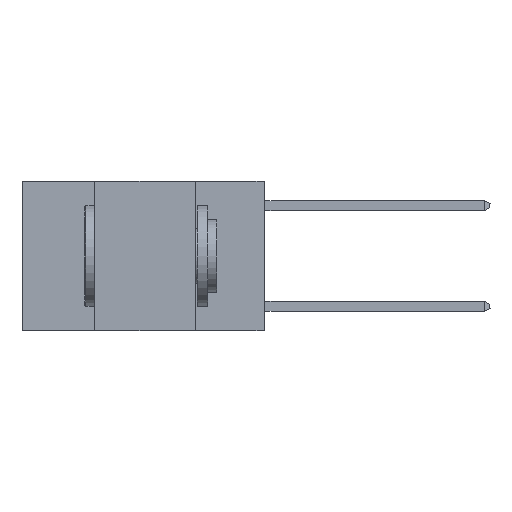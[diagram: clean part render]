
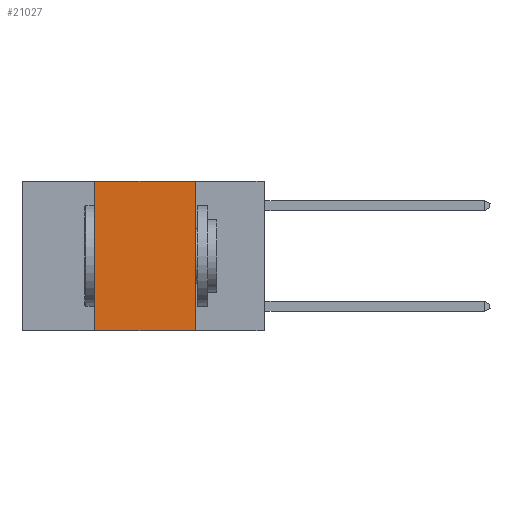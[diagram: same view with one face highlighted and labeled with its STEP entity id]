
A CAD part, left-side view. The second image highlights one B-rep face of the part: STEP entity #21027.
In plain terms, the highlighted planar face has unit normal (-1, 0, 0).
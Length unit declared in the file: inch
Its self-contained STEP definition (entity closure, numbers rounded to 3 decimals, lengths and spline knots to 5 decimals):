
#176 = VERTEX_POINT ( 'NONE', #6218 ) ;
#1005 = VERTEX_POINT ( 'NONE', #1877 ) ;
#1450 = FACE_OUTER_BOUND ( 'NONE', #18326, .T. ) ;
#1877 = CARTESIAN_POINT ( 'NONE',  ( 0., 0.17, 0. ) ) ;
#2546 = EDGE_CURVE ( 'NONE', #176, #12581, #22100, .T. ) ;
#2596 = ORIENTED_EDGE ( 'NONE', *, *, #23513, .F. ) ;
#2814 = DIRECTION ( 'NONE',  ( 0., 0., -1. ) ) ;
#2905 = PLANE ( 'NONE',  #10700 ) ;
#3877 = CARTESIAN_POINT ( 'NONE',  ( 0., 0.6, 0. ) ) ;
#4384 = VECTOR ( 'NONE', #13516, 39.37008 ) ;
#4541 = CARTESIAN_POINT ( 'NONE',  ( 0., 0.17, 0. ) ) ;
#5419 = CARTESIAN_POINT ( 'NONE',  ( 0., 0.42, 0. ) ) ;
#6218 = CARTESIAN_POINT ( 'NONE',  ( 0., 0.42, -0.37 ) ) ;
#7192 = VECTOR ( 'NONE', #18168, 39.37008 ) ;
#7452 = VECTOR ( 'NONE', #2814, 39.37008 ) ;
#7854 = VECTOR ( 'NONE', #17655, 39.37008 ) ;
#9113 = ORIENTED_EDGE ( 'NONE', *, *, #2546, .F. ) ;
#10700 = AXIS2_PLACEMENT_3D ( 'NONE', #17700, #22985, #11623 ) ;
#11379 = VERTEX_POINT ( 'NONE', #11777 ) ;
#11623 = DIRECTION ( 'NONE',  ( 0., 0., -1. ) ) ;
#11777 = CARTESIAN_POINT ( 'NONE',  ( 0., 0.17, -0.37 ) ) ;
#12581 = VERTEX_POINT ( 'NONE', #5419 ) ;
#12620 = EDGE_CURVE ( 'NONE', #176, #11379, #21136, .T. ) ;
#13516 = DIRECTION ( 'NONE',  ( 0., -1., 0. ) ) ;
#14626 = ORIENTED_EDGE ( 'NONE', *, *, #12620, .T. ) ;
#15486 = CARTESIAN_POINT ( 'NONE',  ( 0., 0.6, -0.37 ) ) ;
#15798 = LINE ( 'NONE', #3877, #7854 ) ;
#16415 = ORIENTED_EDGE ( 'NONE', *, *, #21802, .F. ) ;
#17655 = DIRECTION ( 'NONE',  ( 0., -1., 0. ) ) ;
#17700 = CARTESIAN_POINT ( 'NONE',  ( 0., 0.6, 0. ) ) ;
#18042 = CARTESIAN_POINT ( 'NONE',  ( 0., 0.42, 0. ) ) ;
#18168 = DIRECTION ( 'NONE',  ( 0., 0., 1. ) ) ;
#18326 = EDGE_LOOP ( 'NONE', ( #16415, #2596, #9113, #14626 ) ) ;
#21027 = ADVANCED_FACE ( 'NONE', ( #1450 ), #2905, .F. ) ;
#21136 = LINE ( 'NONE', #15486, #4384 ) ;
#21802 = EDGE_CURVE ( 'NONE', #1005, #11379, #25011, .T. ) ;
#22100 = LINE ( 'NONE', #18042, #7192 ) ;
#22985 = DIRECTION ( 'NONE',  ( 1., 0., 0. ) ) ;
#23513 = EDGE_CURVE ( 'NONE', #12581, #1005, #15798, .T. ) ;
#25011 = LINE ( 'NONE', #4541, #7452 ) ;
